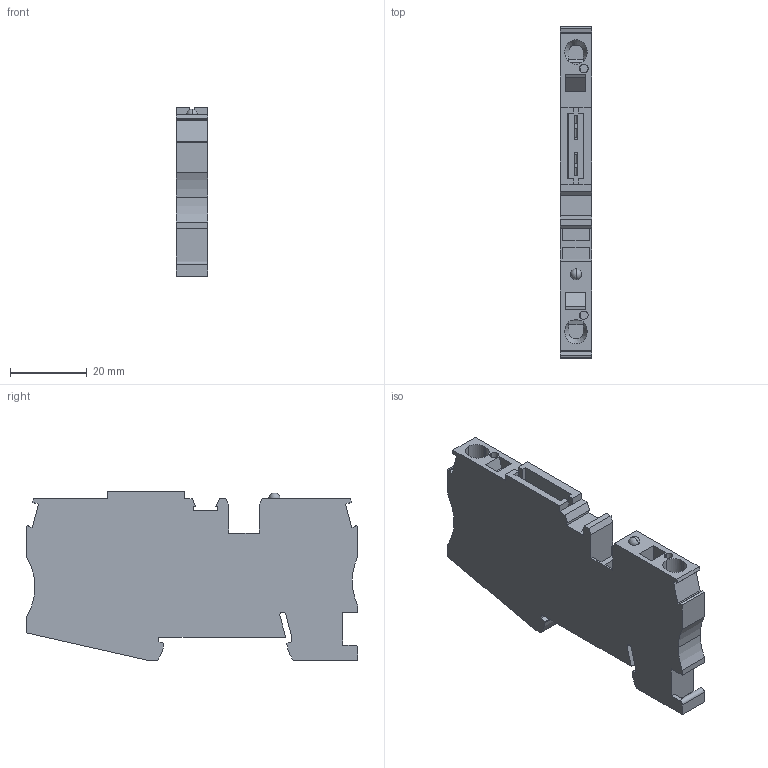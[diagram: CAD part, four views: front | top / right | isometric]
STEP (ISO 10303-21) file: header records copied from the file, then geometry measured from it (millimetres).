
FILE_DESCRIPTION(('STEP AP214'),'1');
FILE_NAME('cctmp_FB502497-0ABA-4D65-B757-035BBC6F2BD2_2023_07_24_21_36_00_0722..stp','2023-07-24T19:36:02',('SIEMENS A&D'),('CADClick - www.CADClick.com'),'Spatial InterOp 3D postprocessed',' ','unknown authorization');
FILE_SCHEMA(('AUTOMOTIVE_DESIGN'));
Length unit declared in the file: millimetre
Products named in the file (1): 2023_07_24_21_36_00_0722
Bounding box: 8.15 x 86.5 x 44.05 mm (x, y, z)
Volume: 23333.3 mm3; surface area: 11173.2 mm2
Topology: 1 solids, 1 shells, 218 faces, 594 edges, 391 vertices
Faces by surface type: plane 174, cylinder 36, cone 6, sphere 2
Entity records: 8240 total; most frequent: CARTESIAN_POINT 1976, ORIENTED_EDGE 1184, DIRECTION 1105, EDGE_CURVE 592, LINE 497, VECTOR 497, VERTEX_POINT 391, AXIS2_PLACEMENT_3D 304
